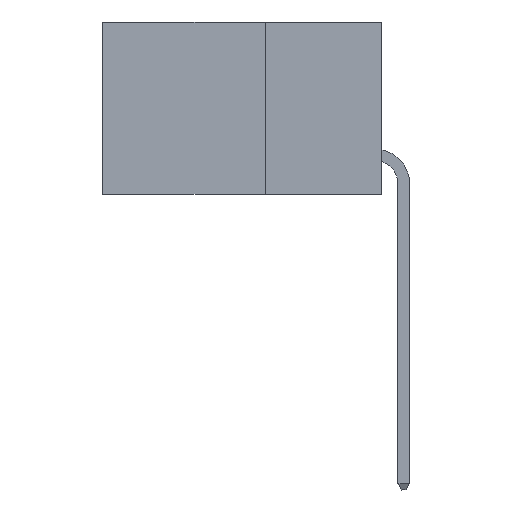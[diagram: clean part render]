
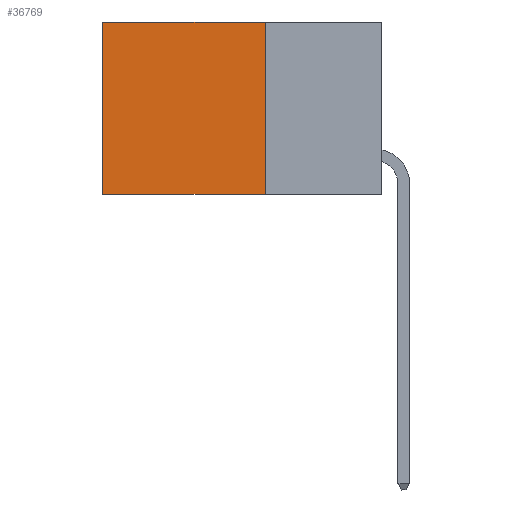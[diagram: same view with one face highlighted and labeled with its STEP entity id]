
A CAD part, left-side view. The second image highlights one B-rep face of the part: STEP entity #36769.
In plain terms, the highlighted planar face has unit normal (-1, 0, 0).
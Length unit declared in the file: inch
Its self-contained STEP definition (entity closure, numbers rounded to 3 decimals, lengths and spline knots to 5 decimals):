
#839 = DIRECTION ( 'NONE',  ( 0., 0., -1. ) ) ;
#3896 = CARTESIAN_POINT ( 'NONE',  ( 0.2875, 0.6, 0. ) ) ;
#3949 = VECTOR ( 'NONE', #23399, 39.37008 ) ;
#5215 = VECTOR ( 'NONE', #25701, 39.37008 ) ;
#5745 = CARTESIAN_POINT ( 'NONE',  ( 0.2875, 0.6, 0. ) ) ;
#6397 = VECTOR ( 'NONE', #26606, 39.37008 ) ;
#7672 = VERTEX_POINT ( 'NONE', #33757 ) ;
#8414 = LINE ( 'NONE', #38940, #3949 ) ;
#13117 = CARTESIAN_POINT ( 'NONE',  ( 0.2875, 0.25, -0.37 ) ) ;
#14113 = VERTEX_POINT ( 'NONE', #3896 ) ;
#14291 = LINE ( 'NONE', #5745, #18187 ) ;
#14560 = ORIENTED_EDGE ( 'NONE', *, *, #15637, .T. ) ;
#14671 = LINE ( 'NONE', #32703, #6397 ) ;
#15637 = EDGE_CURVE ( 'NONE', #7672, #14113, #17854, .T. ) ;
#16358 = PLANE ( 'NONE',  #33422 ) ;
#17854 = LINE ( 'NONE', #38069, #5215 ) ;
#17974 = DIRECTION ( 'NONE',  ( 0., 0., -1. ) ) ;
#18187 = VECTOR ( 'NONE', #17974, 39.37008 ) ;
#19605 = CARTESIAN_POINT ( 'NONE',  ( 0.2875, 0.25, 0. ) ) ;
#23399 = DIRECTION ( 'NONE',  ( 0., 0., -1. ) ) ;
#25701 = DIRECTION ( 'NONE',  ( 0., 1., 0. ) ) ;
#25807 = EDGE_CURVE ( 'NONE', #32362, #33253, #14671, .T. ) ;
#26606 = DIRECTION ( 'NONE',  ( 0., 1., 0. ) ) ;
#28880 = EDGE_LOOP ( 'NONE', ( #31681, #36629, #35239, #14560 ) ) ;
#31681 = ORIENTED_EDGE ( 'NONE', *, *, #38982, .T. ) ;
#32362 = VERTEX_POINT ( 'NONE', #13117 ) ;
#32703 = CARTESIAN_POINT ( 'NONE',  ( 0.2875, 0.25, -0.37 ) ) ;
#33065 = FACE_OUTER_BOUND ( 'NONE', #28880, .T. ) ;
#33253 = VERTEX_POINT ( 'NONE', #35526 ) ;
#33422 = AXIS2_PLACEMENT_3D ( 'NONE', #19605, #38143, #839 ) ;
#33757 = CARTESIAN_POINT ( 'NONE',  ( 0.2875, 0.25, 0. ) ) ;
#35239 = ORIENTED_EDGE ( 'NONE', *, *, #40047, .F. ) ;
#35526 = CARTESIAN_POINT ( 'NONE',  ( 0.2875, 0.6, -0.37 ) ) ;
#36629 = ORIENTED_EDGE ( 'NONE', *, *, #25807, .F. ) ;
#36769 = ADVANCED_FACE ( 'NONE', ( #33065 ), #16358, .F. ) ;
#38069 = CARTESIAN_POINT ( 'NONE',  ( 0.2875, 0.25, 0. ) ) ;
#38143 = DIRECTION ( 'NONE',  ( 1., 0., 0. ) ) ;
#38940 = CARTESIAN_POINT ( 'NONE',  ( 0.2875, 0.25, 0. ) ) ;
#38982 = EDGE_CURVE ( 'NONE', #14113, #33253, #14291, .T. ) ;
#40047 = EDGE_CURVE ( 'NONE', #7672, #32362, #8414, .T. ) ;
